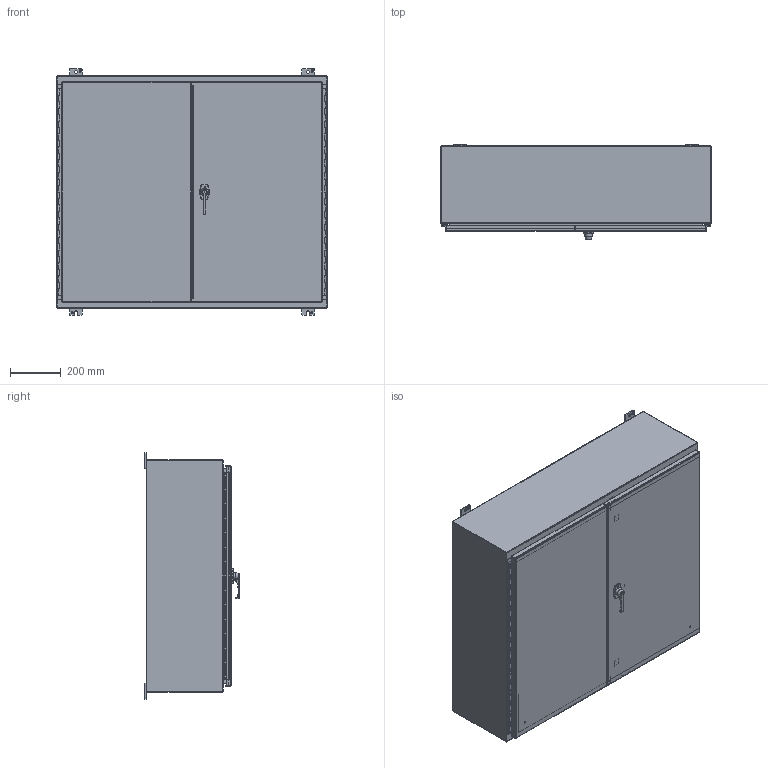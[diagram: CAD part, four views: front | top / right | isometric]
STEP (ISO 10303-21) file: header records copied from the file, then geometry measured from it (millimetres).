
FILE_DESCRIPTION (( 'STEP AP214' ), '1' );
FILE_NAME ('1422UV12.STEP', '2019-11-07T23:05:17', ( '' ), ( '' ), 'SwSTEP 2.0', 'SolidWorks 2019', '' );
FILE_SCHEMA (( 'AUTOMOTIVE_DESIGN' ));
Length unit declared in the file: inch
Products named in the file (1): 1422UV12
Bounding box: 1066.8 x 371.78 x 971.55 mm (x, y, z)
Surface area: 9607537.8 mm2 (no closed solid volume)
Topology: 0 solids, 87 shells, 1731 faces, 4316 edges, 2784 vertices
Faces by surface type: plane 1092, cylinder 521, bspline 103, cone 11, torus 4
Full cylindrical faces by diameter (mm): 2.54 x2, 3.238 x2, 3.967 x2, 4.572 x2, 4.762 x7, 4.763 x1, 4.801 x2, 4.978 x2, 5.461 x4, 5.537 x4, 5.563 x1, 6.35 x5, 7.137 x4, 7.722 x12, 7.805 x11, 7.937 x2, 7.938 x8, 8.382 x8, 9.525 x8, 10.211 x2, 11.112 x4, 11.125 x1, 11.303 x9, 12.7 x14, 15.24 x1, 16.51 x8, 19.05 x4, 20.904 x1, 23.812 x1, 25.4 x10
Entity records: 56273 total; most frequent: CARTESIAN_POINT 14790, ORIENTED_EDGE 8192, DIRECTION 8106, EDGE_CURVE 4107, LINE 2808, VECTOR 2808, VERTEX_POINT 2769, AXIS2_PLACEMENT_3D 2649
